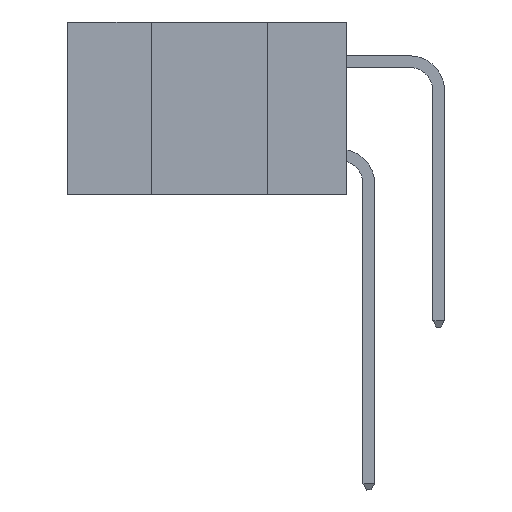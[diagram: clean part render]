
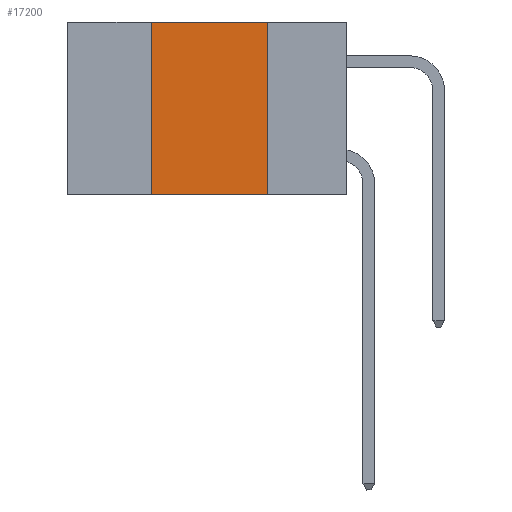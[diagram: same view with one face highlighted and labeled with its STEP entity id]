
A CAD part, left-side view. The second image highlights one B-rep face of the part: STEP entity #17200.
In plain terms, the highlighted planar face has unit normal (-1, 0, 0).
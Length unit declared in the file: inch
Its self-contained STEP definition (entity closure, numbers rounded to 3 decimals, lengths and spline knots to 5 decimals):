
#379 = DIRECTION ( 'NONE',  ( 0., 0., 1. ) ) ;
#399 = ORIENTED_EDGE ( 'NONE', *, *, #23053, .F. ) ;
#1389 = FACE_OUTER_BOUND ( 'NONE', #24172, .T. ) ;
#1620 = CARTESIAN_POINT ( 'NONE',  ( 0., 0.17, -0.37 ) ) ;
#2012 = DIRECTION ( 'NONE',  ( 0., -1., 0. ) ) ;
#3131 = VERTEX_POINT ( 'NONE', #1620 ) ;
#3716 = AXIS2_PLACEMENT_3D ( 'NONE', #17978, #10705, #23449 ) ;
#3846 = LINE ( 'NONE', #4366, #13327 ) ;
#4259 = CARTESIAN_POINT ( 'NONE',  ( 0., 0.6, 0. ) ) ;
#4366 = CARTESIAN_POINT ( 'NONE',  ( 0., 0.42, 0. ) ) ;
#5209 = EDGE_CURVE ( 'NONE', #15769, #3131, #9667, .T. ) ;
#5681 = DIRECTION ( 'NONE',  ( 0., 0., -1. ) ) ;
#5834 = EDGE_CURVE ( 'NONE', #14670, #3131, #20820, .T. ) ;
#8404 = CARTESIAN_POINT ( 'NONE',  ( 0., 0.42, 0. ) ) ;
#9667 = LINE ( 'NONE', #13401, #23667 ) ;
#9997 = ORIENTED_EDGE ( 'NONE', *, *, #5834, .F. ) ;
#10189 = CARTESIAN_POINT ( 'NONE',  ( 0., 0.42, -0.37 ) ) ;
#10705 = DIRECTION ( 'NONE',  ( 1., 0., 0. ) ) ;
#11107 = VECTOR ( 'NONE', #5681, 39.37008 ) ;
#11163 = CARTESIAN_POINT ( 'NONE',  ( 0., 0.17, 0. ) ) ;
#11473 = ORIENTED_EDGE ( 'NONE', *, *, #12391, .F. ) ;
#12391 = EDGE_CURVE ( 'NONE', #15769, #23721, #3846, .T. ) ;
#13327 = VECTOR ( 'NONE', #379, 39.37008 ) ;
#13401 = CARTESIAN_POINT ( 'NONE',  ( 0., 0.6, -0.37 ) ) ;
#14670 = VERTEX_POINT ( 'NONE', #11163 ) ;
#15041 = CARTESIAN_POINT ( 'NONE',  ( 0., 0.17, 0. ) ) ;
#15769 = VERTEX_POINT ( 'NONE', #10189 ) ;
#15955 = LINE ( 'NONE', #4259, #20788 ) ;
#16162 = PLANE ( 'NONE',  #3716 ) ;
#17200 = ADVANCED_FACE ( 'NONE', ( #1389 ), #16162, .F. ) ;
#17978 = CARTESIAN_POINT ( 'NONE',  ( 0., 0.6, 0. ) ) ;
#20104 = ORIENTED_EDGE ( 'NONE', *, *, #5209, .T. ) ;
#20788 = VECTOR ( 'NONE', #22789, 39.37008 ) ;
#20820 = LINE ( 'NONE', #15041, #11107 ) ;
#22789 = DIRECTION ( 'NONE',  ( 0., -1., 0. ) ) ;
#23053 = EDGE_CURVE ( 'NONE', #23721, #14670, #15955, .T. ) ;
#23449 = DIRECTION ( 'NONE',  ( 0., 0., -1. ) ) ;
#23667 = VECTOR ( 'NONE', #2012, 39.37008 ) ;
#23721 = VERTEX_POINT ( 'NONE', #8404 ) ;
#24172 = EDGE_LOOP ( 'NONE', ( #9997, #399, #11473, #20104 ) ) ;
